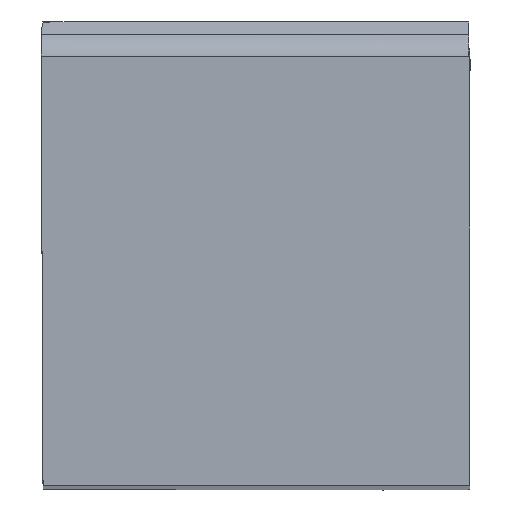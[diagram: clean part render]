
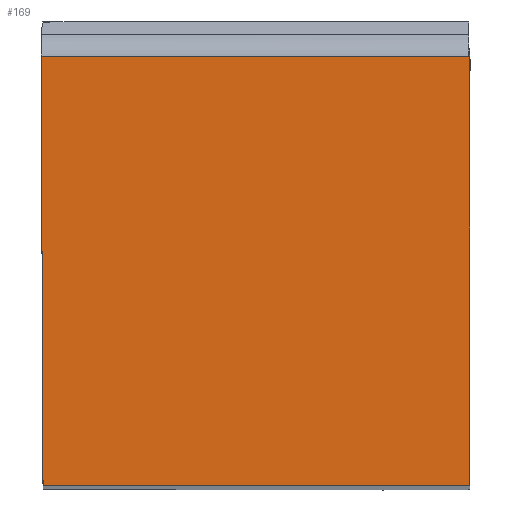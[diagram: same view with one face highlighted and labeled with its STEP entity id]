
A CAD part, top view. The second image highlights one B-rep face of the part: STEP entity #169.
In plain terms, the highlighted planar face has unit normal (0, 0, 1).
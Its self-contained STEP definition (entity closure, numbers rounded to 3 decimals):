
#169=ADVANCED_FACE('CU_BACK_SU1',(#276),#238,.F.);
#238=PLANE('',#1513);
#276=FACE_OUTER_BOUND('',#347,.T.);
#347=EDGE_LOOP('',(#499,#500,#501,#502));
#499=ORIENTED_EDGE('',*,*,#990,.T.);
#500=ORIENTED_EDGE('',*,*,#1005,.T.);
#501=ORIENTED_EDGE('',*,*,#1006,.T.);
#502=ORIENTED_EDGE('',*,*,#997,.F.);
#859=VERTEX_POINT('',#2085);
#860=VERTEX_POINT('',#2087);
#864=VERTEX_POINT('',#2100);
#869=VERTEX_POINT('',#2133);
#990=EDGE_CURVE('',#860,#859,#1178,.T.);
#997=EDGE_CURVE('',#860,#864,#1185,.T.);
#1005=EDGE_CURVE('',#859,#869,#1191,.T.);
#1006=EDGE_CURVE('',#869,#864,#1192,.T.);
#1178=LINE('',#2086,#1304);
#1185=LINE('',#2099,#1311);
#1191=LINE('',#2132,#1317);
#1192=LINE('',#2134,#1318);
#1304=VECTOR('',#1677,1.);
#1311=VECTOR('',#1688,1.);
#1317=VECTOR('',#1700,1.);
#1318=VECTOR('',#1701,1.);
#1513=AXIS2_PLACEMENT_3D('',#2135,#1702,#1703);
#1677=DIRECTION('',(1.,0.,0.));
#1688=DIRECTION('',(-0.004,1.,0.));
#1700=DIRECTION('',(0.,1.,0.));
#1701=DIRECTION('',(-1.,0.,0.));
#1702=DIRECTION('',(0.,0.,-1.));
#1703=DIRECTION('',(-1.,0.,0.));
#2085=CARTESIAN_POINT('',(19.9,0.,0.));
#2086=CARTESIAN_POINT('',(42.95,0.,0.));
#2087=CARTESIAN_POINT('',(0.087,0.,0.));
#2099=CARTESIAN_POINT('',(-0.086,39.712,0.));
#2100=CARTESIAN_POINT('',(0.,19.9,0.));
#2132=CARTESIAN_POINT('',(19.9,39.9,0.));
#2133=CARTESIAN_POINT('',(19.9,19.9,0.));
#2134=CARTESIAN_POINT('',(42.95,19.9,0.));
#2135=CARTESIAN_POINT('',(42.95,39.9,0.));
